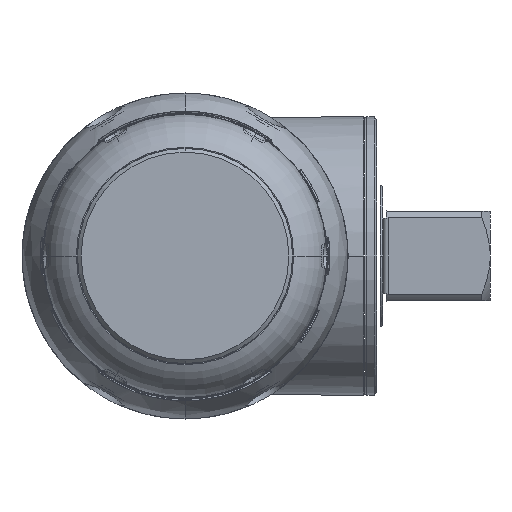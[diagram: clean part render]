
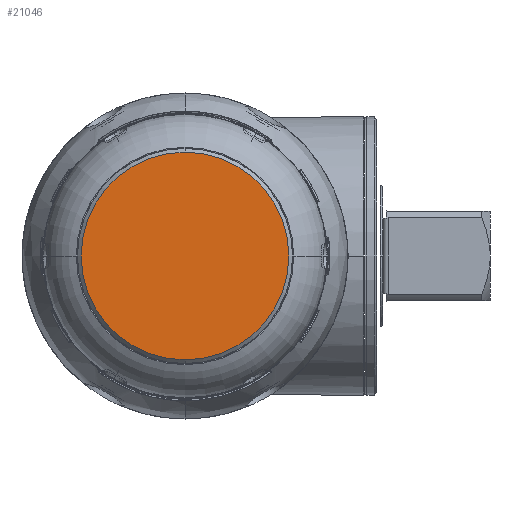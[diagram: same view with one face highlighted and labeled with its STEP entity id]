
A CAD part, left-side view. The second image highlights one B-rep face of the part: STEP entity #21046.
In plain terms, the highlighted planar face has unit normal (-1, 0, 0).
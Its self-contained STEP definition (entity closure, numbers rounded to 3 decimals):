
#20962=CARTESIAN_POINT('',(-391.444,0.,0.));
#20963=DIRECTION('',(-1.,0.,0.));
#20964=DIRECTION('',(0.,0.,-1.));
#20965=AXIS2_PLACEMENT_3D('',#20962,#20963,#20964);
#21014=CARTESIAN_POINT('',(-391.444,0.,0.));
#21015=DIRECTION('',(1.,0.,0.));
#21016=DIRECTION('',(0.,0.,-1.));
#21017=AXIS2_PLACEMENT_3D('',#21014,#21015,#21016);
#21023=CARTESIAN_POINT('',(-391.444,0.,-21.975));
#21024=CARTESIAN_POINT('',(-391.444,0.,21.975));
#21025=VERTEX_POINT('',#21023);
#21026=VERTEX_POINT('',#21024);
#21035=CARTESIAN_POINT('',(-391.444,0.,0.));
#21036=DIRECTION('',(-1.,0.,0.));
#21037=DIRECTION('',(0.,0.,1.));
#21038=AXIS2_PLACEMENT_3D('',#21035,#21036,#21037);
#21039=PLANE('',#21038);
#21041=ORIENTED_EDGE('',*,*,#21040,.F.);
#21043=ORIENTED_EDGE('',*,*,#21042,.T.);
#21044=EDGE_LOOP('',(#21041,#21043));
#21045=FACE_OUTER_BOUND('',#21044,.F.);
#21046=ADVANCED_FACE('',(#21045),#21039,.T.);
#20966=CIRCLE('',#20965,21.975);
#21018=CIRCLE('',#21017,21.975);
#21040=EDGE_CURVE('',#21025,#21026,#20966,.T.);
#21042=EDGE_CURVE('',#21025,#21026,#21018,.T.);
